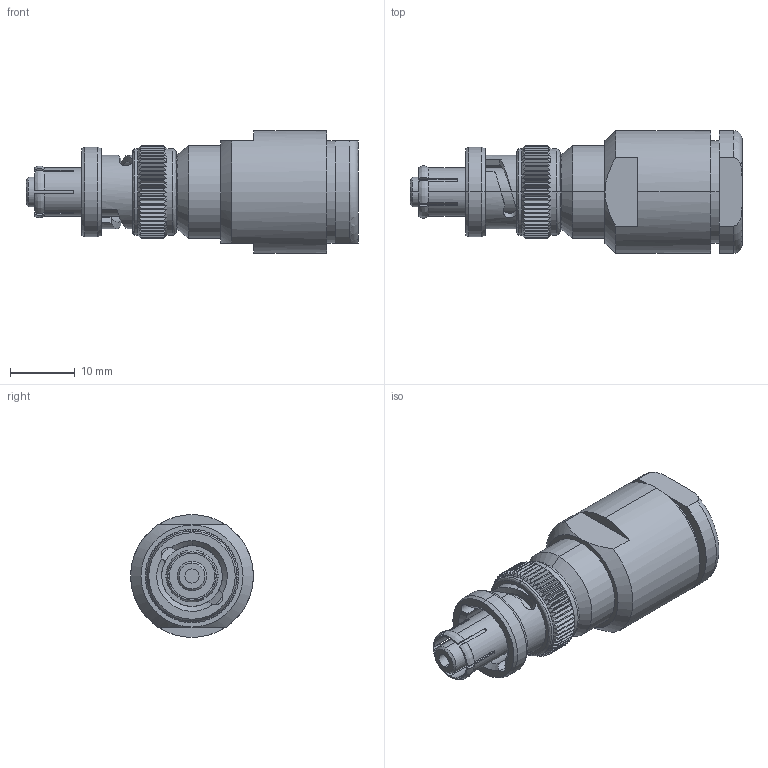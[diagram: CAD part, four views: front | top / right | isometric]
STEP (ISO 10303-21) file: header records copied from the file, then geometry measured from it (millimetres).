
FILE_DESCRIPTION (( 'STEP AP214' ), '1' );
FILE_NAME ('FMCN45907_3D.step', '2023-05-10T17:46:35', ( '' ), ( '' ), 'SwSTEP 2.0', 'SolidWorks 2022', '' );
FILE_SCHEMA (( 'AUTOMOTIVE_DESIGN' ));
Length unit declared in the file: inch
Products named in the file (1): FMCN45907_3D
Bounding box: 51.37 x 19 x 19 mm (x, y, z)
Volume: 7648.1 mm3; surface area: 4402.6 mm2
Topology: 1 solids, 1 shells, 330 faces, 929 edges, 609 vertices
Faces by surface type: plane 180, cylinder 111, cone 19, bspline 18, torus 2
Entity records: 13125 total; most frequent: CARTESIAN_POINT 5019, ORIENTED_EDGE 1858, DIRECTION 1492, EDGE_CURVE 929, VERTEX_POINT 609, AXIS2_PLACEMENT_3D 572, VECTOR 348, LINE 348
